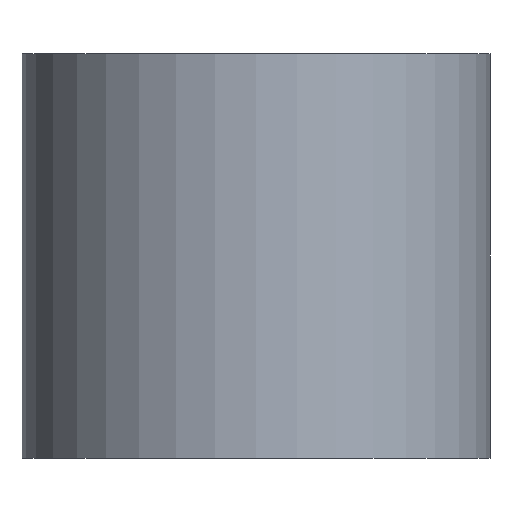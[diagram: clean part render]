
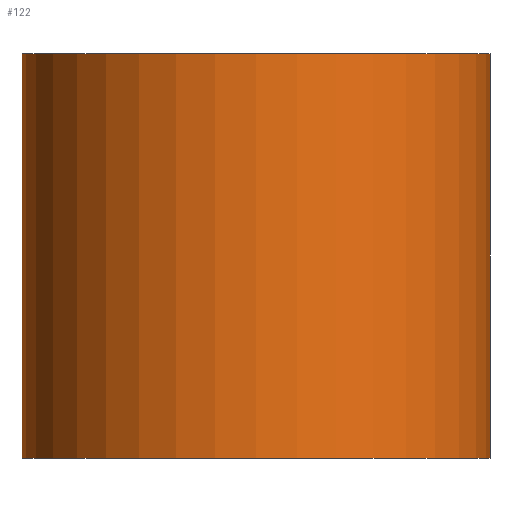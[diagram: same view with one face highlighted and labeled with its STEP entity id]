
A CAD part, front view. The second image highlights one B-rep face of the part: STEP entity #122.
In plain terms, the highlighted cylindrical face has radius 3.5 mm (diameter 7 mm), a partial arc.
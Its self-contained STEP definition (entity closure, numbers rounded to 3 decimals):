
#1 = DIRECTION ( 'NONE',  ( 0., 0., 1. ) ) ;
#13 = CIRCLE ( 'NONE', #163, 3.5 ) ;
#22 = DIRECTION ( 'NONE',  ( 0., 0., -1. ) ) ;
#32 = VERTEX_POINT ( 'NONE', #93 ) ;
#35 = DIRECTION ( 'NONE',  ( 0., 0., -1. ) ) ;
#37 = CARTESIAN_POINT ( 'NONE',  ( 3.5, 0., 15.949 ) ) ;
#42 = DIRECTION ( 'NONE',  ( 1., 0., 0. ) ) ;
#44 = VERTEX_POINT ( 'NONE', #108 ) ;
#54 = DIRECTION ( 'NONE',  ( -1., 0., 0. ) ) ;
#66 = EDGE_CURVE ( 'NONE', #32, #83, #183, .T. ) ;
#67 = AXIS2_PLACEMENT_3D ( 'NONE', #205, #35, #204 ) ;
#68 = FACE_OUTER_BOUND ( 'NONE', #111, .T. ) ;
#83 = VERTEX_POINT ( 'NONE', #96 ) ;
#85 = VECTOR ( 'NONE', #123, 1000. ) ;
#86 = LINE ( 'NONE', #37, #85 ) ;
#93 = CARTESIAN_POINT ( 'NONE',  ( -3.5, 0., 6.05 ) ) ;
#96 = CARTESIAN_POINT ( 'NONE',  ( -3.5, 0., 0. ) ) ;
#100 = CYLINDRICAL_SURFACE ( 'NONE', #67, 3.5 ) ;
#101 = VECTOR ( 'NONE', #165, 1000. ) ;
#106 = EDGE_CURVE ( 'NONE', #83, #187, #13, .T. ) ;
#108 = CARTESIAN_POINT ( 'NONE',  ( 3.5, 0., 6.05 ) ) ;
#111 = EDGE_LOOP ( 'NONE', ( #193, #168, #198, #178 ) ) ;
#118 = CARTESIAN_POINT ( 'NONE',  ( 0., 0., 6.05 ) ) ;
#122 = ADVANCED_FACE ( 'NONE', ( #68 ), #100, .T. ) ;
#123 = DIRECTION ( 'NONE',  ( 0., 0., -1. ) ) ;
#144 = CARTESIAN_POINT ( 'NONE',  ( 0., 0., 0. ) ) ;
#149 = AXIS2_PLACEMENT_3D ( 'NONE', #118, #22, #54 ) ;
#150 = CARTESIAN_POINT ( 'NONE',  ( -3.5, 0., 15.949 ) ) ;
#156 = CARTESIAN_POINT ( 'NONE',  ( 3.5, 0., 0. ) ) ;
#163 = AXIS2_PLACEMENT_3D ( 'NONE', #144, #1, #42 ) ;
#165 = DIRECTION ( 'NONE',  ( 0., 0., -1. ) ) ;
#168 = ORIENTED_EDGE ( 'NONE', *, *, #194, .T. ) ;
#178 = ORIENTED_EDGE ( 'NONE', *, *, #106, .T. ) ;
#183 = LINE ( 'NONE', #150, #101 ) ;
#187 = VERTEX_POINT ( 'NONE', #156 ) ;
#193 = ORIENTED_EDGE ( 'NONE', *, *, #199, .F. ) ;
#194 = EDGE_CURVE ( 'NONE', #44, #32, #196, .T. ) ;
#196 = CIRCLE ( 'NONE', #149, 3.5 ) ;
#198 = ORIENTED_EDGE ( 'NONE', *, *, #66, .T. ) ;
#199 = EDGE_CURVE ( 'NONE', #44, #187, #86, .T. ) ;
#204 = DIRECTION ( 'NONE',  ( -1., 0., 0. ) ) ;
#205 = CARTESIAN_POINT ( 'NONE',  ( 0., 0., 15.949 ) ) ;
